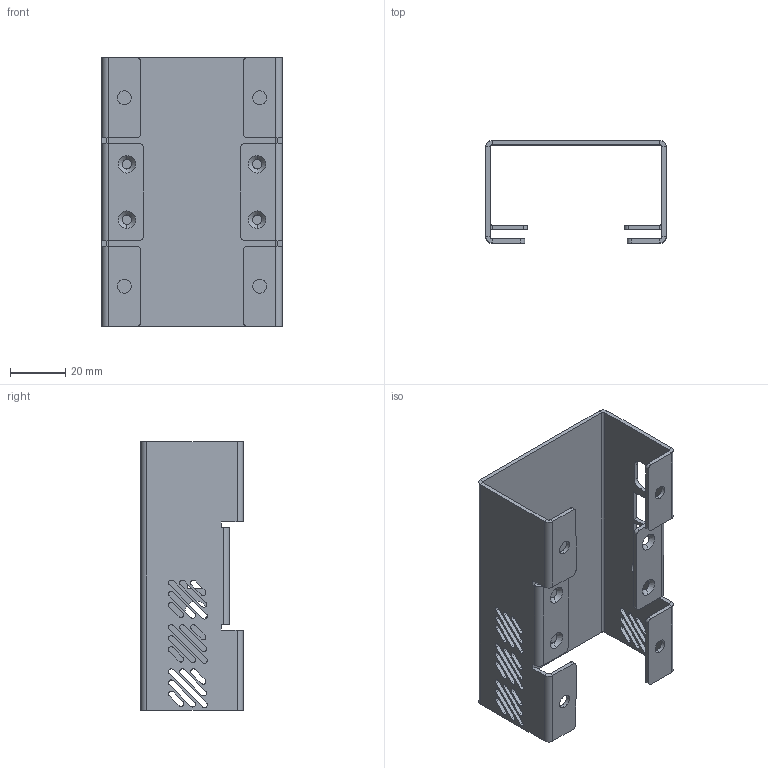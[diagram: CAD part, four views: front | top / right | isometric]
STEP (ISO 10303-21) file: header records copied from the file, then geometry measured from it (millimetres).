
FILE_DESCRIPTION (( 'STEP AP203' ), '1' );
FILE_NAME ('Cover.STEP', '2020-11-22T09:30:59', ( '' ), ( '' ), 'SwSTEP 2.0', 'SolidWorks 2018', '' );
FILE_SCHEMA (( 'CONFIG_CONTROL_DESIGN' ));
Length unit declared in the file: millimetre
Products named in the file (1): Cover
Bounding box: 65 x 37 x 97 mm (x, y, z)
Volume: 20948.8 mm3; surface area: 30102.5 mm2
Topology: 1 solids, 1 shells, 240 faces, 642 edges, 404 vertices
Faces by surface type: plane 122, cylinder 110, cone 8
Entity records: 7663 total; most frequent: DIRECTION 1352, CARTESIAN_POINT 1287, ORIENTED_EDGE 1284, EDGE_CURVE 642, AXIS2_PLACEMENT_3D 469, LINE 414, VECTOR 414, VERTEX_POINT 404
